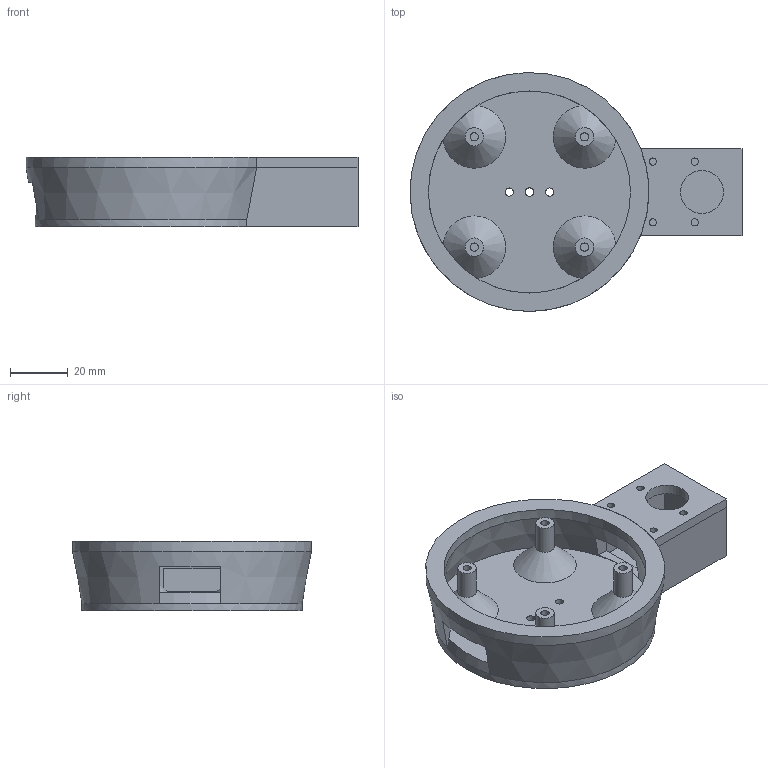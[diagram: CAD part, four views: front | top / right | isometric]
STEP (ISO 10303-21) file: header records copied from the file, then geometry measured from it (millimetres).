
FILE_DESCRIPTION(/* description */ ('STEP AP242 Edition 2','CAx-IF Rec.Pracs.---Representation and Presentation of Product Manufacturing Information (PMI)---4.0---2014-10-13','CAx-IF Rec.Pracs.---3D Tessellated Geometry---0.4---2014-09-14','2;1','CAx-IF Rec.Pracs.---User Defined Attributes---1.5---2016-08-15'),/* implementation_level */ '2;1');
FILE_NAME(/* name */ '6959d33f1df1aa22cff66e00',/* time_stamp */ '2026-01-04T02:41:03Z',/* author */ (''),/* organization */ (''),/* preprocessor_version */ 'ST-DEVELOPER v20',/* originating_system */ 'ONSHAPE BY PTC INC, 1.208',/* authorisation */ ' ');
FILE_SCHEMA (('AP242_MANAGED_MODEL_BASED_3D_ENGINEERING_MIM_LF { 1 0 10303 442 3 1 4 }'));
Length unit declared in the file: metre
Products named in the file (2): ArduCam Snap-in Insert; Base2
Bounding box: 114.73 x 82.55 x 24.1 mm (x, y, z)
Volume: 60933.1 mm3; surface area: 30731.3 mm2
Topology: 2 solids, 2 shells, 79 faces, 210 edges, 137 vertices
Faces by surface type: plane 46, cylinder 26, cone 7
Full cylindrical faces by diameter (mm): 2.5 x4, 2.85 x6, 2.9 x1, 6.35 x4, 14.8 x1, 69.85 x1, 82.55 x1
Entity records: 2352 total; most frequent: CARTESIAN_POINT 415, DIRECTION 408, ORIENTED_EDGE 350, EDGE_CURVE 175, AXIS2_PLACEMENT_3D 162, VERTEX_POINT 125, EDGE_LOOP 124, FACE_BOUND 124
